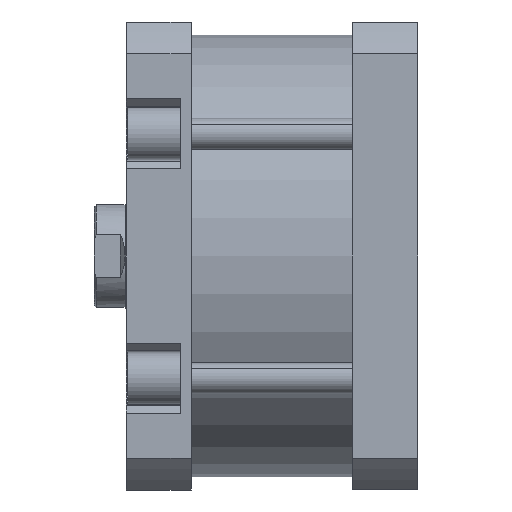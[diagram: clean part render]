
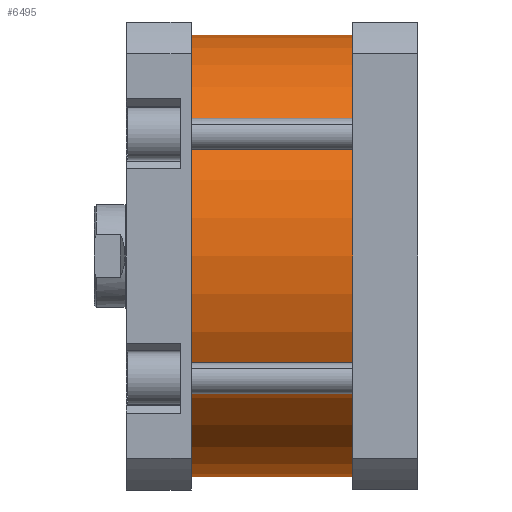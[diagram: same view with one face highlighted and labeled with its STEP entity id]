
A CAD part, front view. The second image highlights one B-rep face of the part: STEP entity #6495.
In plain terms, the highlighted cylindrical face has radius 85 mm (diameter 170 mm), a partial arc.
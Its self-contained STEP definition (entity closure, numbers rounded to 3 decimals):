
#392 = CYLINDRICAL_SURFACE ( 'NONE', #7307, 85. ) ;
#395 = FACE_OUTER_BOUND ( 'NONE', #1591, .T. ) ;
#1197 = ORIENTED_EDGE ( 'NONE', *, *, #6651, .T. ) ;
#1201 = ORIENTED_EDGE ( 'NONE', *, *, #7134, .T. ) ;
#1384 = ORIENTED_EDGE ( 'NONE', *, *, #6646, .F. ) ;
#1385 = ORIENTED_EDGE ( 'NONE', *, *, #6650, .F. ) ;
#1591 = EDGE_LOOP ( 'NONE', ( #1384, #1385, #1197, #1201 ) ) ;
#1751 = CARTESIAN_POINT ( 'NONE',  ( -85., 0., 62. ) ) ;
#1762 = CARTESIAN_POINT ( 'NONE',  ( -85., 0., 0. ) ) ;
#1769 = CARTESIAN_POINT ( 'NONE',  ( 85., 0., 0. ) ) ;
#2410 = VERTEX_POINT ( 'NONE', #1769 ) ;
#2417 = VERTEX_POINT ( 'NONE', #1762 ) ;
#2428 = VERTEX_POINT ( 'NONE', #1751 ) ;
#2434 = VERTEX_POINT ( 'NONE', #4118 ) ;
#3717 = CARTESIAN_POINT ( 'NONE',  ( 0., 0., 0. ) ) ;
#3724 = DIRECTION ( 'NONE',  ( 0., 0., 1. ) ) ;
#3725 = DIRECTION ( 'NONE',  ( 1., 0., 0. ) ) ;
#4118 = CARTESIAN_POINT ( 'NONE',  ( 85., 0., 62. ) ) ;
#4262 = VECTOR ( 'NONE', #6236, 1000. ) ;
#4270 = LINE ( 'NONE', #6235, #4262 ) ;
#4274 = VECTOR ( 'NONE', #6250, 1000. ) ;
#4283 = LINE ( 'NONE', #6243, #4274 ) ;
#4284 = CIRCLE ( 'NONE', #7524, 85. ) ;
#5051 = CIRCLE ( 'NONE', #7725, 85. ) ;
#5502 = DIRECTION ( 'NONE',  ( -1., 0., 0. ) ) ;
#5503 = DIRECTION ( 'NONE',  ( 0., 0., -1. ) ) ;
#5504 = CARTESIAN_POINT ( 'NONE',  ( 0., 0., 62. ) ) ;
#6235 = CARTESIAN_POINT ( 'NONE',  ( 85., 0., 62. ) ) ;
#6236 = DIRECTION ( 'NONE',  ( 0., 0., -1. ) ) ;
#6243 = CARTESIAN_POINT ( 'NONE',  ( -85., 0., 62. ) ) ;
#6246 = CARTESIAN_POINT ( 'NONE',  ( 0., 0., 62. ) ) ;
#6247 = DIRECTION ( 'NONE',  ( 0., 0., 1. ) ) ;
#6248 = DIRECTION ( 'NONE',  ( 1., 0., 0. ) ) ;
#6250 = DIRECTION ( 'NONE',  ( 0., 0., -1. ) ) ;
#6495 = ADVANCED_FACE ( 'NONE', ( #395 ), #392, .T. ) ;
#6646 = EDGE_CURVE ( 'NONE', #2434, #2410, #4270, .T. ) ;
#6650 = EDGE_CURVE ( 'NONE', #2428, #2434, #4284, .T. ) ;
#6651 = EDGE_CURVE ( 'NONE', #2428, #2417, #4283, .T. ) ;
#7134 = EDGE_CURVE ( 'NONE', #2417, #2410, #5051, .T. ) ;
#7307 = AXIS2_PLACEMENT_3D ( 'NONE', #5504, #5503, #5502 ) ;
#7524 = AXIS2_PLACEMENT_3D ( 'NONE', #6246, #6247, #6248 ) ;
#7725 = AXIS2_PLACEMENT_3D ( 'NONE', #3717, #3724, #3725 ) ;
